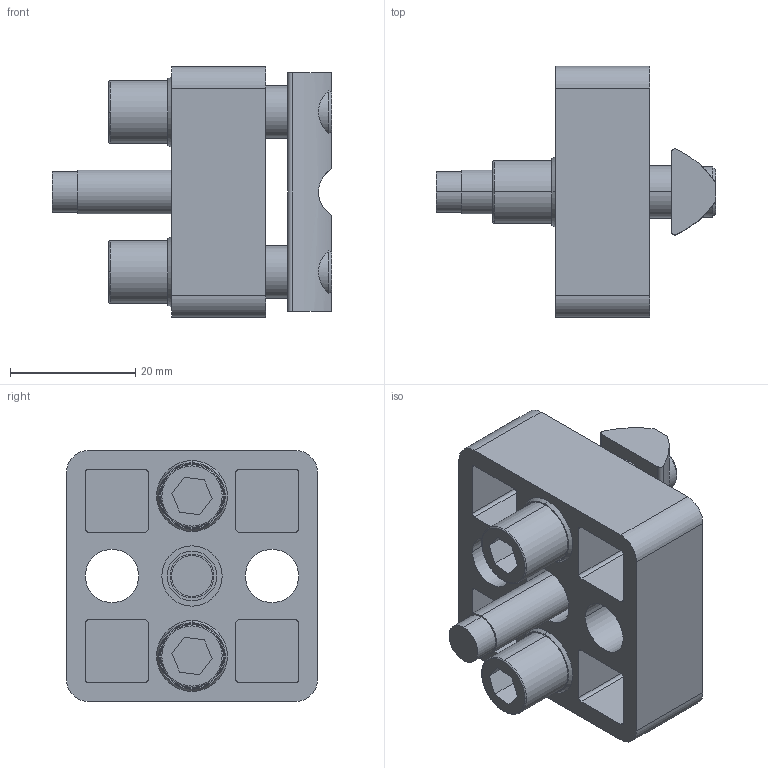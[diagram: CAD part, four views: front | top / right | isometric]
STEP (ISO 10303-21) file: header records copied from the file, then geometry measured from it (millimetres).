
FILE_DESCRIPTION (( 'STEP AP203' ), '1' );
FILE_NAME ('282652030_c_1.STEP', '2023-01-18T04:25:26', ( '' ), ( '' ), 'SwSTEP 2.0', 'SolidWorks 2014', '' );
FILE_SCHEMA (( 'CONFIG_CONTROL_DESIGN' ));
Length unit declared in the file: millimetre
Products named in the file (1): 282652030_c_1
Bounding box: 44.5 x 40 x 40 mm (x, y, z)
Volume: 20229.7 mm3; surface area: 13137.7 mm2
Topology: 1 solids, 1 shells, 176 faces, 456 edges, 302 vertices
Faces by surface type: plane 76, cylinder 68, bspline 22, cone 10
Entity records: 6263 total; most frequent: CARTESIAN_POINT 1839, DIRECTION 918, ORIENTED_EDGE 912, EDGE_CURVE 456, AXIS2_PLACEMENT_3D 347, VERTEX_POINT 302, VECTOR 224, LINE 224
